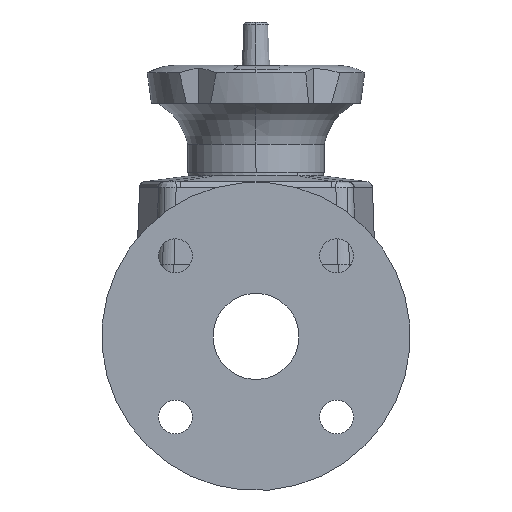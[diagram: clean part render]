
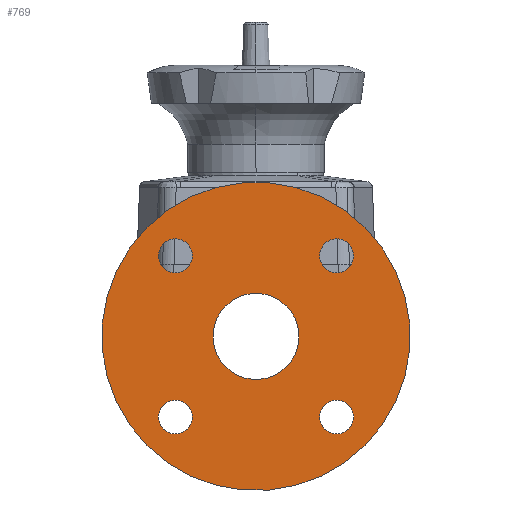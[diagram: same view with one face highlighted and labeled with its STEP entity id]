
A CAD part, left-side view. The second image highlights one B-rep face of the part: STEP entity #769.
In plain terms, the highlighted planar face has unit normal (-1, 0, 0).
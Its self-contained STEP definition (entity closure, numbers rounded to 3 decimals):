
#769=ADVANCED_FACE('',(#1526,#1527,#1528,#1529,#1530,#1531),#1532,.T.);
#1526=FACE_OUTER_BOUND('',#3651,.T.);
#1527=FACE_BOUND('',#3652,.T.);
#1528=FACE_BOUND('',#3653,.T.);
#1529=FACE_BOUND('',#3654,.T.);
#1530=FACE_BOUND('',#3655,.T.);
#1531=FACE_BOUND('',#3656,.T.);
#1532=PLANE('',#3657);
#3651=EDGE_LOOP('',(#5648,#5649));
#3652=EDGE_LOOP('',(#5650,#5651));
#3653=EDGE_LOOP('',(#5652,#5653));
#3654=EDGE_LOOP('',(#5654,#5655));
#3655=EDGE_LOOP('',(#5656,#5657));
#3656=EDGE_LOOP('',(#5658,#5659));
#3657=AXIS2_PLACEMENT_3D('',#5660,#5661,#5662);
#5648=ORIENTED_EDGE('',*,*,#6445,.T.);
#5649=ORIENTED_EDGE('',*,*,#6500,.T.);
#5650=ORIENTED_EDGE('',*,*,#6483,.T.);
#5651=ORIENTED_EDGE('',*,*,#6470,.T.);
#5652=ORIENTED_EDGE('',*,*,#6486,.T.);
#5653=ORIENTED_EDGE('',*,*,#6465,.T.);
#5654=ORIENTED_EDGE('',*,*,#6489,.T.);
#5655=ORIENTED_EDGE('',*,*,#6460,.T.);
#5656=ORIENTED_EDGE('',*,*,#6492,.T.);
#5657=ORIENTED_EDGE('',*,*,#6455,.T.);
#5658=ORIENTED_EDGE('',*,*,#6438,.F.);
#5659=ORIENTED_EDGE('',*,*,#6502,.F.);
#5660=CARTESIAN_POINT('',(-115.5,16.794,16.794));
#5661=DIRECTION('',(-1.0,0.,0.));
#5662=DIRECTION('',(0.,0.707,-0.707));
#6438=EDGE_CURVE('',#7611,#7614,#7615,.T.);
#6445=EDGE_CURVE('',#7621,#7625,#7627,.T.);
#6455=EDGE_CURVE('',#7639,#7643,#7645,.T.);
#6460=EDGE_CURVE('',#7648,#7652,#7654,.T.);
#6465=EDGE_CURVE('',#7657,#7661,#7663,.T.);
#6470=EDGE_CURVE('',#7666,#7670,#7672,.T.);
#6483=EDGE_CURVE('',#7670,#7666,#7690,.T.);
#6486=EDGE_CURVE('',#7661,#7657,#7693,.T.);
#6489=EDGE_CURVE('',#7652,#7648,#7696,.T.);
#6492=EDGE_CURVE('',#7643,#7639,#7699,.T.);
#6500=EDGE_CURVE('',#7625,#7621,#7707,.T.);
#6502=EDGE_CURVE('',#7614,#7611,#7709,.T.);
#7611=VERTEX_POINT('',#9633);
#7614=VERTEX_POINT('',#9637);
#7615=CIRCLE('',#9638,23.75);
#7621=VERTEX_POINT('',#9645);
#7625=VERTEX_POINT('',#9650);
#7627=CIRCLE('',#9653,85.05);
#7639=VERTEX_POINT('',#9667);
#7643=VERTEX_POINT('',#9672);
#7645=CIRCLE('',#9675,9.35);
#7648=VERTEX_POINT('',#9678);
#7652=VERTEX_POINT('',#9683);
#7654=CIRCLE('',#9686,9.35);
#7657=VERTEX_POINT('',#9689);
#7661=VERTEX_POINT('',#9694);
#7663=CIRCLE('',#9697,9.35);
#7666=VERTEX_POINT('',#9700);
#7670=VERTEX_POINT('',#9705);
#7672=CIRCLE('',#9708,9.35);
#7690=CIRCLE('',#9728,9.35);
#7693=CIRCLE('',#9731,9.35);
#7696=CIRCLE('',#9734,9.35);
#7699=CIRCLE('',#9737,9.35);
#7707=CIRCLE('',#9745,85.05);
#7709=CIRCLE('',#9747,23.75);
#9633=CARTESIAN_POINT('',(-115.5,16.794,16.794));
#9637=CARTESIAN_POINT('',(-115.5,-16.794,-16.794));
#9638=AXIS2_PLACEMENT_3D('',#10656,#10657,#10658);
#9645=CARTESIAN_POINT('',(-115.5,60.139,60.139));
#9650=CARTESIAN_POINT('',(-115.5,-60.139,-60.139));
#9653=AXIS2_PLACEMENT_3D('',#10668,#10669,#10670);
#9667=CARTESIAN_POINT('',(-115.5,-51.088,51.088));
#9672=CARTESIAN_POINT('',(-115.5,-37.866,37.866));
#9675=AXIS2_PLACEMENT_3D('',#10684,#10685,#10686);
#9678=CARTESIAN_POINT('',(-115.5,51.088,51.088));
#9683=CARTESIAN_POINT('',(-115.5,37.866,37.866));
#9686=AXIS2_PLACEMENT_3D('',#10692,#10693,#10694);
#9689=CARTESIAN_POINT('',(-115.5,51.088,-51.088));
#9694=CARTESIAN_POINT('',(-115.5,37.866,-37.866));
#9697=AXIS2_PLACEMENT_3D('',#10700,#10701,#10702);
#9700=CARTESIAN_POINT('',(-115.5,-51.088,-51.088));
#9705=CARTESIAN_POINT('',(-115.5,-37.866,-37.866));
#9708=AXIS2_PLACEMENT_3D('',#10708,#10709,#10710);
#9728=AXIS2_PLACEMENT_3D('',#10731,#10732,#10733);
#9731=AXIS2_PLACEMENT_3D('',#10737,#10738,#10739);
#9734=AXIS2_PLACEMENT_3D('',#10743,#10744,#10745);
#9737=AXIS2_PLACEMENT_3D('',#10749,#10750,#10751);
#9745=AXIS2_PLACEMENT_3D('',#10764,#10765,#10766);
#9747=AXIS2_PLACEMENT_3D('',#10767,#10768,#10769);
#10656=CARTESIAN_POINT('',(-115.5,0.,0.));
#10657=DIRECTION('',(-1.0,0.,0.));
#10658=DIRECTION('',(0.,0.707,-0.707));
#10668=CARTESIAN_POINT('',(-115.5,0.,0.));
#10669=DIRECTION('',(-1.0,0.,0.));
#10670=DIRECTION('',(0.,0.707,-0.707));
#10684=CARTESIAN_POINT('',(-115.5,-44.477,44.477));
#10685=DIRECTION('',(1.0,0.,0.0));
#10686=DIRECTION('',(0.,-0.707,0.707));
#10692=CARTESIAN_POINT('',(-115.5,44.477,44.477));
#10693=DIRECTION('',(1.0,0.,0.0));
#10694=DIRECTION('',(0.,0.707,0.707));
#10700=CARTESIAN_POINT('',(-115.5,44.477,-44.477));
#10701=DIRECTION('',(1.0,0.,0.0));
#10702=DIRECTION('',(0.,0.707,-0.707));
#10708=CARTESIAN_POINT('',(-115.5,-44.477,-44.477));
#10709=DIRECTION('',(1.0,0.,0.0));
#10710=DIRECTION('',(0.,-0.707,-0.707));
#10731=CARTESIAN_POINT('',(-115.5,-44.477,-44.477));
#10732=DIRECTION('',(1.0,0.,0.0));
#10733=DIRECTION('',(0.,-0.707,-0.707));
#10737=CARTESIAN_POINT('',(-115.5,44.477,-44.477));
#10738=DIRECTION('',(1.0,0.,0.0));
#10739=DIRECTION('',(0.,0.707,-0.707));
#10743=CARTESIAN_POINT('',(-115.5,44.477,44.477));
#10744=DIRECTION('',(1.0,0.,0.0));
#10745=DIRECTION('',(0.,0.707,0.707));
#10749=CARTESIAN_POINT('',(-115.5,-44.477,44.477));
#10750=DIRECTION('',(1.0,0.,0.0));
#10751=DIRECTION('',(0.,-0.707,0.707));
#10764=CARTESIAN_POINT('',(-115.5,0.,0.));
#10765=DIRECTION('',(-1.0,0.,0.));
#10766=DIRECTION('',(0.,0.707,-0.707));
#10767=CARTESIAN_POINT('',(-115.5,0.,0.));
#10768=DIRECTION('',(-1.0,0.,0.));
#10769=DIRECTION('',(0.,0.707,-0.707));
